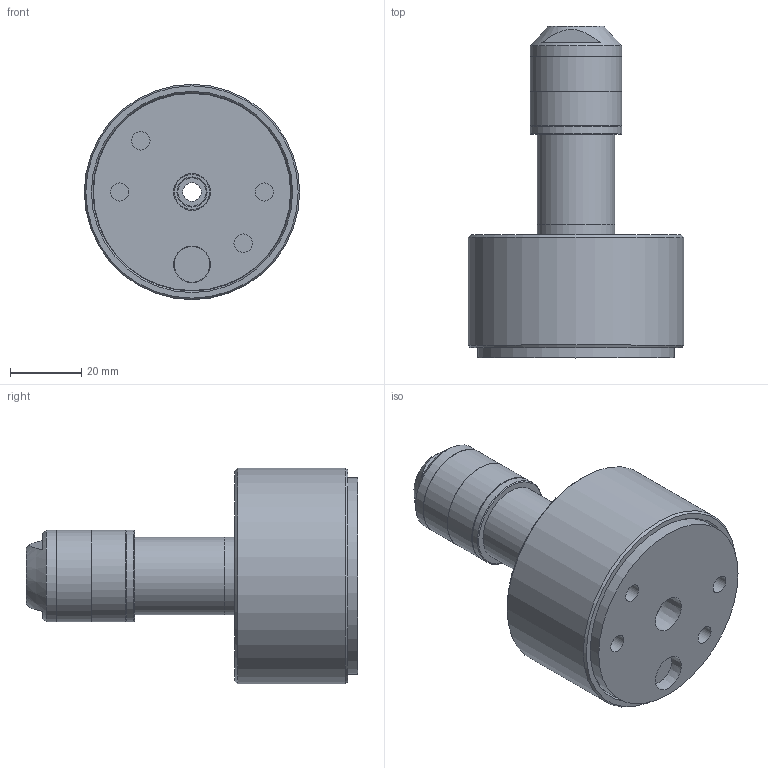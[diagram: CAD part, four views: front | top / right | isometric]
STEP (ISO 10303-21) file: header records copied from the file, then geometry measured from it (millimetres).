
FILE_DESCRIPTION (( 'STEP AP214' ), '1' );
FILE_NAME ('CTSC-001689.STEP', '2026-03-05T18:36:18', ( '' ), ( '' ), 'SwSTEP 2.0', 'SolidWorks 2023', '' );
FILE_SCHEMA (( 'AUTOMOTIVE_DESIGN' ));
Length unit declared in the file: millimetre
Products named in the file (1): CTSC-001689
Bounding box: 60.45 x 93.14 x 60.45 mm (x, y, z)
Volume: 119520.1 mm3; surface area: 26920.6 mm2
Topology: 7 solids, 7 shells, 74 faces, 133 edges, 88 vertices
Faces by surface type: plane 35, cylinder 26, cone 8, torus 5
Full cylindrical faces by diameter (mm): 5.105 x2, 5.156 x1, 5.16 x2, 7.937 x2, 8.433 x1, 9.525 x1, 9.906 x2, 9.931 x1, 10.236 x3, 16.51 x1, 16.739 x1, 21.793 x2, 25.756 x4, 55.321 x1, 55.575 x1, 60.452 x1
Entity records: 2140 total; most frequent: CARTESIAN_POINT 315, DIRECTION 302, ORIENTED_EDGE 174, AXIS2_PLACEMENT_3D 146, EDGE_LOOP 140, FACE_OUTER_BOUND 103, EDGE_CURVE 87, VERTEX_POINT 79
